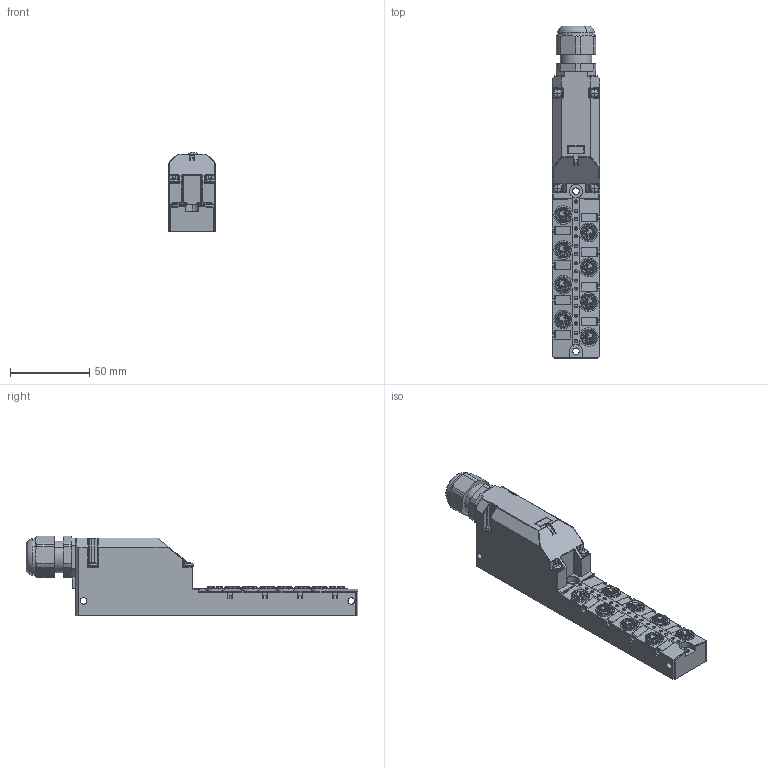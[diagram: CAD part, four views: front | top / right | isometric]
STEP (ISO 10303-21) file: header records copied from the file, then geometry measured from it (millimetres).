
FILE_DESCRIPTION(('CATIA V5 STEP Exchange','CAx-IF Rec.Pracs.--- Model Styling and Organization---1.4--- 2014-01-23'),'2;1');
FILE_NAME ('1352857-2_0_2818950000_2818950000.stp','2022-04-22T07:31:11+00:00',('none'),('Weidmueller'),'CATIA Version 5-6 Release 2016 SP3 HF44','CATIA V5 STEP AP214','none');
FILE_SCHEMA(('AUTOMOTIVE_DESIGN { 1 0 10303 214 1 1 1 1 }'));
Products named in the file (1): 2818950000
Bounding box: 30 x 209.4 x 50.09 mm (x, y, z)
Volume: 160632.9 mm3; surface area: 41812.5 mm2
Topology: 44 solids, 57 shells, 1714 faces, 4080 edges, 2613 vertices
Faces by surface type: plane 662, cylinder 594, cone 240, torus 92, sphere 82, bspline 44
Entity records: 53279 total; most frequent: CARTESIAN_POINT 16246, ORIENTED_EDGE 8100, DIRECTION 6211, EDGE_CURVE 4050, AXIS2_PLACEMENT_3D 2776, VERTEX_POINT 2613, VECTOR 1918, LINE 1918
